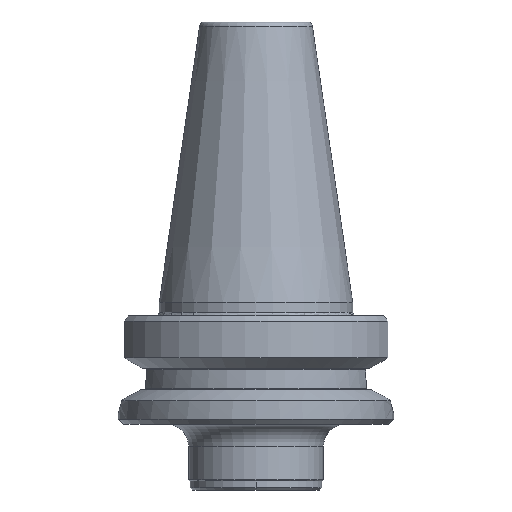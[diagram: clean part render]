
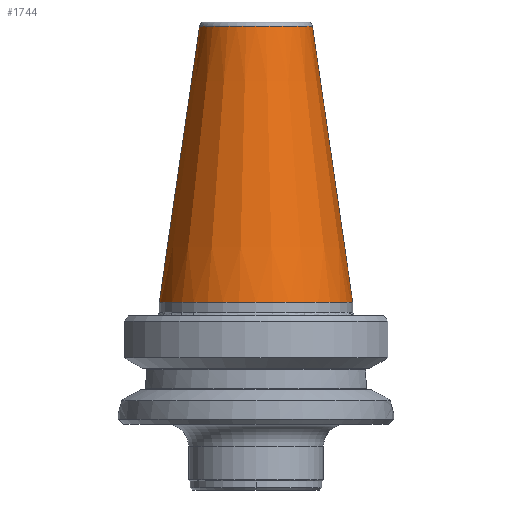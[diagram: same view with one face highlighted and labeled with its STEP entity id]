
A CAD part, front view. The second image highlights one B-rep face of the part: STEP entity #1744.
In plain terms, the highlighted conical face has half-angle 8.297 degrees and reference radius 22.225 mm.
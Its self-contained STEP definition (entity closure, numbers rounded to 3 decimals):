
#962=EDGE_CURVE('NONE',#1944,#2434,#2841,.T.);
#994=VERTEX_POINT('NONE',#2877);
#1066=EDGE_CURVE('NONE',#2434,#994,#2956,.T.);
#1452=EDGE_CURVE('NONE',#1834,#994,#3388,.T.);
#1744=ADVANCED_FACE('NONE',(#3713),#3714,.T.);
#1834=VERTEX_POINT('NONE',#3810);
#1916=EDGE_CURVE('NONE',#1944,#1834,#3901,.T.);
#1944=VERTEX_POINT('NONE',#3930);
#2434=VERTEX_POINT('NONE',#4477);
#2841=CIRCLE('',#4920,12.977);
#2877=CARTESIAN_POINT('',(22.225,0.,1.1));
#2956=LINE('',#5165,#5166);
#3388=CIRCLE('',#5956,22.225);
#3713=FACE_OUTER_BOUND('',#6602,.T.);
#3714=CONICAL_SURFACE('',#6603,22.225,0.145);
#3810=CARTESIAN_POINT('',(-22.225,0.0,1.1));
#3901=LINE('',#6953,#6954);
#3930=CARTESIAN_POINT('',(-12.977,0.0,64.516));
#4477=CARTESIAN_POINT('',(12.977,0.,64.516));
#4920=AXIS2_PLACEMENT_3D('',#8873,#8874,#8875);
#5165=CARTESIAN_POINT('',(22.225,0.0,1.1));
#5166=VECTOR('',#8997,1000.0);
#5956=AXIS2_PLACEMENT_3D('',#9533,#9534,#9535);
#6602=EDGE_LOOP('',(#9921,#9922,#9923,#9924));
#6603=AXIS2_PLACEMENT_3D('',#9925,#9926,#9927);
#6953=CARTESIAN_POINT('',(-22.225,0.,1.1));
#6954=VECTOR('',#10121,1000.0);
#8873=CARTESIAN_POINT('',(0.0,0.0,64.516));
#8874=DIRECTION('',(0.0,0.0,1.0));
#8875=DIRECTION('',(1.0,0.0,0.0));
#8997=DIRECTION('',(0.144,0.0,-0.99));
#9533=CARTESIAN_POINT('',(0.0,0.0,1.1));
#9534=DIRECTION('',(0.0,0.0,1.0));
#9535=DIRECTION('',(-1.0,0.0,0.0));
#9921=ORIENTED_EDGE('',*,*,#962,.F.);
#9922=ORIENTED_EDGE('',*,*,#1916,.T.);
#9923=ORIENTED_EDGE('',*,*,#1452,.T.);
#9924=ORIENTED_EDGE('',*,*,#1066,.F.);
#9925=CARTESIAN_POINT('',(0.0,0.0,1.1));
#9926=DIRECTION('',(-0.0,-0.0,-1.0));
#9927=DIRECTION('',(1.0,0.0,0.0));
#10121=DIRECTION('',(-0.144,0.,-0.99));
